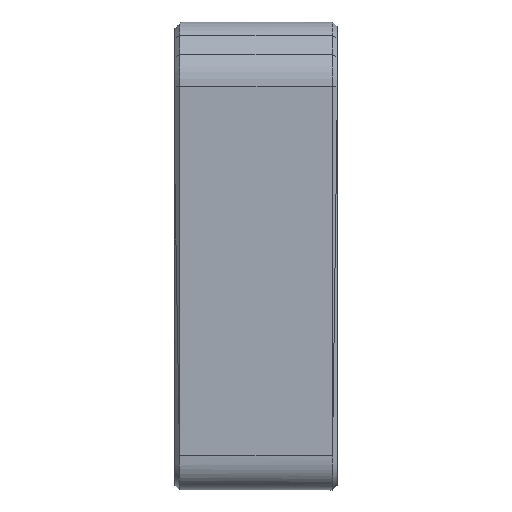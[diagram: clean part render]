
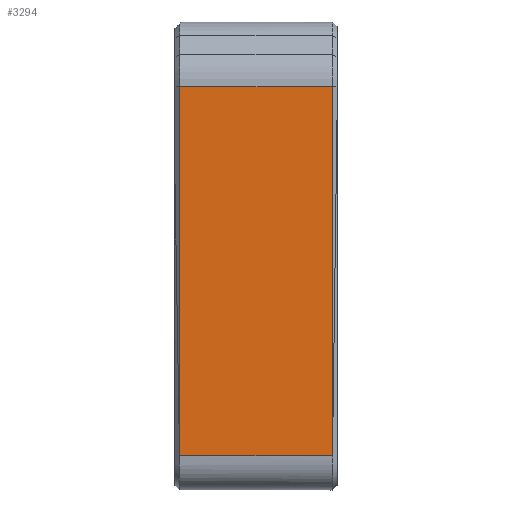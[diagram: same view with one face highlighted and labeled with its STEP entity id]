
A CAD part, front view. The second image highlights one B-rep face of the part: STEP entity #3294.
In plain terms, the highlighted planar face has unit normal (0, -1, 0).
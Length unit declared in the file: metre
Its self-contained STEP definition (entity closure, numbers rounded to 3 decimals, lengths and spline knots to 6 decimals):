
#142=B_SPLINE_CURVE_WITH_KNOTS('',3,(#4896,#4897,#4898,#4899),
 .UNSPECIFIED.,.F.,.F.,(4,4),(0.,1.),.UNSPECIFIED.);
#1082=ORIENTED_EDGE('',*,*,#1736,.F.);
#1083=ORIENTED_EDGE('',*,*,#1468,.T.);
#1084=ORIENTED_EDGE('',*,*,#1734,.T.);
#1085=ORIENTED_EDGE('',*,*,#1641,.F.);
#1468=EDGE_CURVE('',#1925,#1927,#142,.T.);
#1641=EDGE_CURVE('',#2042,#1941,#2265,.T.);
#1734=EDGE_CURVE('',#1927,#1941,#2311,.T.);
#1736=EDGE_CURVE('',#1925,#2042,#2312,.T.);
#1925=VERTEX_POINT('',#4873);
#1927=VERTEX_POINT('',#4895);
#1941=VERTEX_POINT('',#4960);
#2042=VERTEX_POINT('',#6937);
#2265=LINE('',#6936,#2525);
#2311=LINE('',#7477,#2571);
#2312=LINE('',#7483,#2572);
#2525=VECTOR('',#4085,1.);
#2571=VECTOR('',#4233,1.);
#2572=VECTOR('',#4236,1.);
#2790=EDGE_LOOP('',(#1082,#1083,#1084,#1085));
#3015=FACE_BOUND('',#2790,.T.);
#3118=PLANE('',#3564);
#3294=ADVANCED_FACE('',(#3015),#3118,.T.);
#3564=AXIS2_PLACEMENT_3D('',#7482,#4234,#4235);
#4085=DIRECTION('',(1.,0.,0.));
#4233=DIRECTION('',(0.,0.,1.));
#4234=DIRECTION('',(0.,-1.,0.));
#4235=DIRECTION('',(0.,0.,-1.));
#4236=DIRECTION('',(0.,0.,1.));
#4873=CARTESIAN_POINT('',(0.01331,-0.09243,-0.051484));
#4895=CARTESIAN_POINT('',(0.02671,-0.09243,-0.051484));
#4896=CARTESIAN_POINT('',(0.01331,-0.09243,-0.051484));
#4897=CARTESIAN_POINT('',(0.017777,-0.09243,-0.051484));
#4898=CARTESIAN_POINT('',(0.022243,-0.09243,-0.051484));
#4899=CARTESIAN_POINT('',(0.02671,-0.09243,-0.051484));
#4960=CARTESIAN_POINT('',(0.02671,-0.09243,-0.019141));
#6936=CARTESIAN_POINT('',(0.03111,-0.09243,-0.019141));
#6937=CARTESIAN_POINT('',(0.01331,-0.09243,-0.019141));
#7477=CARTESIAN_POINT('',(0.02671,-0.09243,-0.011059));
#7482=CARTESIAN_POINT('',(0.03111,-0.09243,-0.011059));
#7483=CARTESIAN_POINT('',(0.01331,-0.09243,-0.037191));
